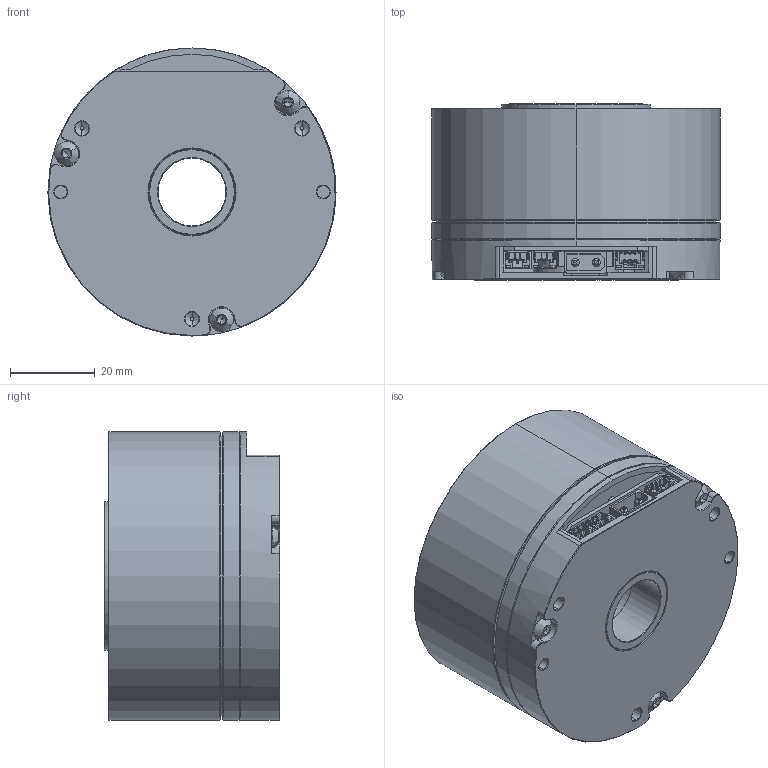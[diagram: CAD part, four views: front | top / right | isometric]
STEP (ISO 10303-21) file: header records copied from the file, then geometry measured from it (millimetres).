
FILE_DESCRIPTION((''),'2;1');
FILE_NAME('PRT0001','2024-11-26T19:16:38',('rw'),(''),'CREO PARAMETRIC BY PTC INC, 2020053','CREO PARAMETRIC BY PTC INC, 2020053','');
FILE_SCHEMA(('CONFIG_CONTROL_DESIGN'));
Length unit declared in the file: millimetre
Products named in the file (1): PRT0001
Bounding box: 68 x 41.5 x 68 mm (x, y, z)
Volume: 119408.8 mm3; surface area: 34015.1 mm2
Topology: 1 solids, 4 shells, 1489 faces, 4526 edges, 3113 vertices
Faces by surface type: plane 929, cylinder 337, cone 104, bspline 53, extrusion 50, torus 16
Entity records: 61507 total; most frequent: CARTESIAN_POINT 20494, ORIENTED_EDGE 9016, DIRECTION 8027, EDGE_CURVE 4508, VERTEX_POINT 3113, VECTOR 2903, LINE 2853, AXIS2_PLACEMENT_3D 2562
